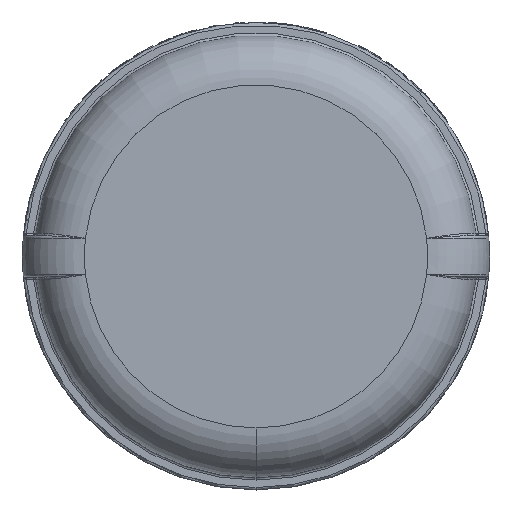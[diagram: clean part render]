
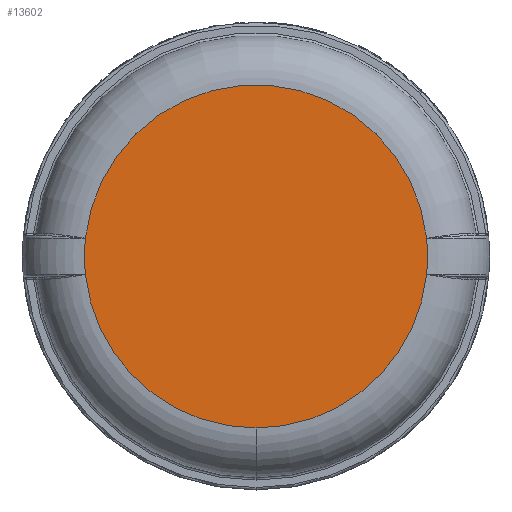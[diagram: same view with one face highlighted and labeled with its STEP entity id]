
A CAD part, left-side view. The second image highlights one B-rep face of the part: STEP entity #13602.
In plain terms, the highlighted planar face has unit normal (-1, 0, 0).
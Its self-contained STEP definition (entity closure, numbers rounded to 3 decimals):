
#54 = AXIS2_PLACEMENT_3D ( 'NONE', #9526, #15999, #6414 ) ;
#470 = ORIENTED_EDGE ( 'NONE', *, *, #5594, .T. ) ;
#1220 = CIRCLE ( 'NONE', #8738, 20.75 ) ;
#1954 = EDGE_CURVE ( 'NONE', #11071, #15090, #19199, .T. ) ;
#2101 = CIRCLE ( 'NONE', #13622, 20.75 ) ;
#2424 = CARTESIAN_POINT ( 'NONE',  ( -22., 0., 0. ) ) ;
#2443 = EDGE_CURVE ( 'NONE', #11318, #11071, #2101, .T. ) ;
#3230 = DIRECTION ( 'NONE',  ( -1., 0., 0. ) ) ;
#3294 = ORIENTED_EDGE ( 'NONE', *, *, #1954, .T. ) ;
#3367 = CARTESIAN_POINT ( 'NONE',  ( -22., 0., 0. ) ) ;
#3539 = EDGE_CURVE ( 'NONE', #16617, #8256, #20158, .T. ) ;
#4030 = DIRECTION ( 'NONE',  ( -1., 0., 0. ) ) ;
#5594 = EDGE_CURVE ( 'NONE', #8256, #11318, #1220, .T. ) ;
#5782 = DIRECTION ( 'NONE',  ( -1., 0., 0. ) ) ;
#6206 = CARTESIAN_POINT ( 'NONE',  ( -22., 0., 0. ) ) ;
#6414 = DIRECTION ( 'NONE',  ( 0., 0., 1. ) ) ;
#6437 = CARTESIAN_POINT ( 'NONE',  ( -22., -20.633, 2.2 ) ) ;
#6655 = DIRECTION ( 'NONE',  ( 0., 0., 1. ) ) ;
#7198 = AXIS2_PLACEMENT_3D ( 'NONE', #3367, #3230, #11361 ) ;
#7226 = ORIENTED_EDGE ( 'NONE', *, *, #13050, .T. ) ;
#7723 = CARTESIAN_POINT ( 'NONE',  ( -22., 0., -20.75 ) ) ;
#7743 = CARTESIAN_POINT ( 'NONE',  ( -22., -20.633, -2.2 ) ) ;
#8256 = VERTEX_POINT ( 'NONE', #7723 ) ;
#8738 = AXIS2_PLACEMENT_3D ( 'NONE', #12131, #5782, #19977 ) ;
#8741 = ORIENTED_EDGE ( 'NONE', *, *, #2443, .T. ) ;
#9398 = AXIS2_PLACEMENT_3D ( 'NONE', #2424, #4030, #15267 ) ;
#9526 = CARTESIAN_POINT ( 'NONE',  ( -22., 26.75, 0. ) ) ;
#9996 = CARTESIAN_POINT ( 'NONE',  ( -22., 0., 0. ) ) ;
#10664 = CARTESIAN_POINT ( 'NONE',  ( -22., 20.633, 2.2 ) ) ;
#11071 = VERTEX_POINT ( 'NONE', #6437 ) ;
#11318 = VERTEX_POINT ( 'NONE', #7743 ) ;
#11361 = DIRECTION ( 'NONE',  ( 0., 0., 1. ) ) ;
#11491 = FACE_OUTER_BOUND ( 'NONE', #16111, .T. ) ;
#11982 = ORIENTED_EDGE ( 'NONE', *, *, #3539, .T. ) ;
#12131 = CARTESIAN_POINT ( 'NONE',  ( -22., 0., 0. ) ) ;
#12693 = DIRECTION ( 'NONE',  ( -1., 0., 0. ) ) ;
#13010 = DIRECTION ( 'NONE',  ( -1., 0., 0. ) ) ;
#13050 = EDGE_CURVE ( 'NONE', #15090, #16617, #13561, .T. ) ;
#13561 = CIRCLE ( 'NONE', #9398, 20.75 ) ;
#13602 = ADVANCED_FACE ( 'NONE', ( #11491 ), #19174, .T. ) ;
#13622 = AXIS2_PLACEMENT_3D ( 'NONE', #9996, #13010, #6655 ) ;
#15090 = VERTEX_POINT ( 'NONE', #10664 ) ;
#15267 = DIRECTION ( 'NONE',  ( 0., 0., 1. ) ) ;
#15804 = DIRECTION ( 'NONE',  ( 0., 0., 1. ) ) ;
#15999 = DIRECTION ( 'NONE',  ( -1., 0., 0. ) ) ;
#16022 = CARTESIAN_POINT ( 'NONE',  ( -22., 20.633, -2.2 ) ) ;
#16111 = EDGE_LOOP ( 'NONE', ( #3294, #7226, #11982, #470, #8741 ) ) ;
#16617 = VERTEX_POINT ( 'NONE', #16022 ) ;
#19174 = PLANE ( 'NONE',  #54 ) ;
#19199 = CIRCLE ( 'NONE', #7198, 20.75 ) ;
#19977 = DIRECTION ( 'NONE',  ( 0., 0., 1. ) ) ;
#20158 = CIRCLE ( 'NONE', #20605, 20.75 ) ;
#20605 = AXIS2_PLACEMENT_3D ( 'NONE', #6206, #12693, #15804 ) ;
